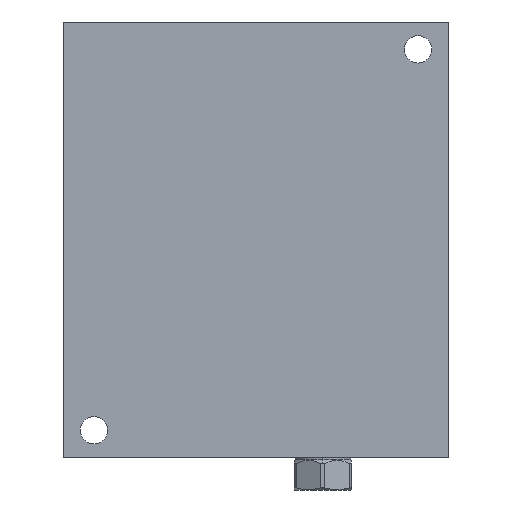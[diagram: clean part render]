
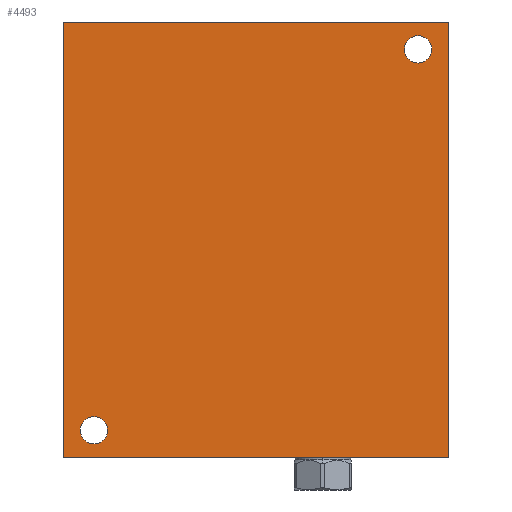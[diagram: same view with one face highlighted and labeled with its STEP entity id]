
A CAD part, left-side view. The second image highlights one B-rep face of the part: STEP entity #4493.
In plain terms, the highlighted planar face has unit normal (-1, 0, 0).
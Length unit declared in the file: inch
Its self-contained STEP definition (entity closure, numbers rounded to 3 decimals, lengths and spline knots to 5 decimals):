
#1=DIRECTION('',(0.,-1.,0.));
#2=VECTOR('',#1,5.938);
#3=CARTESIAN_POINT('',(0.,0.,0.));
#4=LINE('',#3,#2);
#47=DIRECTION('',(0.,0.,1.));
#48=VECTOR('',#47,6.719);
#49=CARTESIAN_POINT('',(0.,0.,0.));
#50=LINE('',#49,#48);
#51=CARTESIAN_POINT('',(0.,-5.469,6.297));
#52=DIRECTION('',(-1.,0.,0.));
#53=DIRECTION('',(0.,1.,0.));
#54=AXIS2_PLACEMENT_3D('',#51,#52,#53);
#56=CARTESIAN_POINT('',(0.,-5.469,6.297));
#57=DIRECTION('',(-1.,0.,0.));
#58=DIRECTION('',(0.,-1.,0.));
#59=AXIS2_PLACEMENT_3D('',#56,#57,#58);
#61=CARTESIAN_POINT('',(0.,-0.469,0.422));
#62=DIRECTION('',(-1.,0.,0.));
#63=DIRECTION('',(0.,1.,0.));
#64=AXIS2_PLACEMENT_3D('',#61,#62,#63);
#66=CARTESIAN_POINT('',(0.,-0.469,0.422));
#67=DIRECTION('',(-1.,0.,0.));
#68=DIRECTION('',(0.,-1.,0.));
#69=AXIS2_PLACEMENT_3D('',#66,#67,#68);
#219=DIRECTION('',(0.,0.,1.));
#220=VECTOR('',#219,6.719);
#221=CARTESIAN_POINT('',(0.,-5.938,0.));
#222=LINE('',#221,#220);
#323=DIRECTION('',(0.,-1.,0.));
#324=VECTOR('',#323,5.938);
#325=CARTESIAN_POINT('',(0.,0.,6.719));
#326=LINE('',#325,#324);
#3734=CARTESIAN_POINT('',(0.,0.,0.));
#3735=CARTESIAN_POINT('',(0.,-5.938,0.));
#3736=VERTEX_POINT('',#3734);
#3737=VERTEX_POINT('',#3735);
#3742=CARTESIAN_POINT('',(0.,0.,6.719));
#3743=CARTESIAN_POINT('',(0.,-5.938,6.719));
#3744=VERTEX_POINT('',#3742);
#3745=VERTEX_POINT('',#3743);
#3954=CARTESIAN_POINT('',(0.,-5.258,6.297));
#3955=CARTESIAN_POINT('',(0.,-5.68,6.297));
#3956=VERTEX_POINT('',#3954);
#3957=VERTEX_POINT('',#3955);
#3962=CARTESIAN_POINT('',(0.,-0.258,0.422));
#3963=CARTESIAN_POINT('',(0.,-0.68,0.422));
#3964=VERTEX_POINT('',#3962);
#3965=VERTEX_POINT('',#3963);
#4467=CARTESIAN_POINT('',(0.,0.,0.));
#4468=DIRECTION('',(-1.,0.,0.));
#4469=DIRECTION('',(0.,-1.,0.));
#4470=AXIS2_PLACEMENT_3D('',#4467,#4468,#4469);
#4471=PLANE('',#4470);
#4472=ORIENTED_EDGE('',*,*,#4438,.F.);
#4474=ORIENTED_EDGE('',*,*,#4473,.T.);
#4476=ORIENTED_EDGE('',*,*,#4475,.T.);
#4478=ORIENTED_EDGE('',*,*,#4477,.F.);
#4479=EDGE_LOOP('',(#4472,#4474,#4476,#4478));
#4480=FACE_OUTER_BOUND('',#4479,.F.);
#4482=ORIENTED_EDGE('',*,*,#4481,.T.);
#4484=ORIENTED_EDGE('',*,*,#4483,.T.);
#4485=EDGE_LOOP('',(#4482,#4484));
#4486=FACE_BOUND('',#4485,.F.);
#4488=ORIENTED_EDGE('',*,*,#4487,.T.);
#4490=ORIENTED_EDGE('',*,*,#4489,.T.);
#4491=EDGE_LOOP('',(#4488,#4490));
#4492=FACE_BOUND('',#4491,.F.);
#4493=ADVANCED_FACE('',(#4480,#4486,#4492),#4471,.T.);
#55=CIRCLE('',#54,0.211);
#60=CIRCLE('',#59,0.211);
#65=CIRCLE('',#64,0.211);
#70=CIRCLE('',#69,0.211);
#4438=EDGE_CURVE('',#3736,#3737,#4,.T.);
#4473=EDGE_CURVE('',#3736,#3744,#50,.T.);
#4475=EDGE_CURVE('',#3744,#3745,#326,.T.);
#4477=EDGE_CURVE('',#3737,#3745,#222,.T.);
#4481=EDGE_CURVE('',#3956,#3957,#55,.T.);
#4483=EDGE_CURVE('',#3957,#3956,#60,.T.);
#4487=EDGE_CURVE('',#3964,#3965,#65,.T.);
#4489=EDGE_CURVE('',#3965,#3964,#70,.T.);
